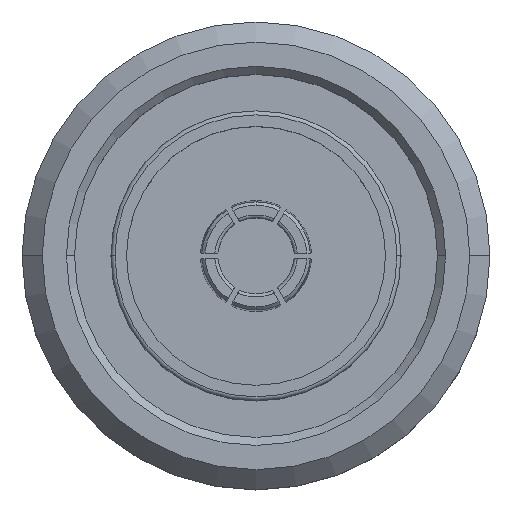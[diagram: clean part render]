
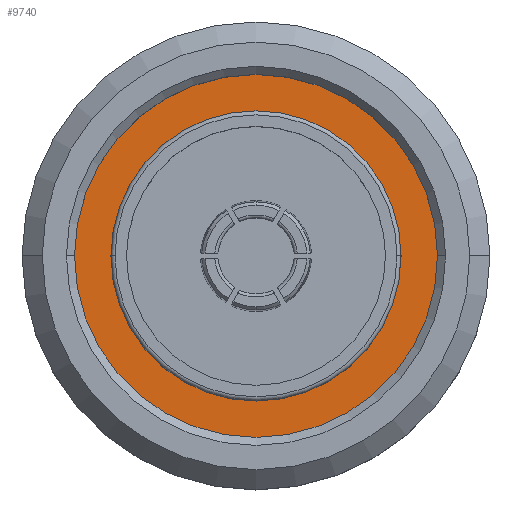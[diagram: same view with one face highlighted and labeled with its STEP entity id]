
A CAD part, top view. The second image highlights one B-rep face of the part: STEP entity #9740.
In plain terms, the highlighted planar face has unit normal (0, 0, 1).
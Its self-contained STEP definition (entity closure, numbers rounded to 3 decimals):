
#165 = VERTEX_POINT ( 'NONE', #705 ) ;
#360 = CIRCLE ( 'NONE', #2210, 8.99 ) ;
#673 = AXIS2_PLACEMENT_3D ( 'NONE', #8593, #5909, #2073 ) ;
#705 = CARTESIAN_POINT ( 'NONE',  ( -8.99, 0., -5.361 ) ) ;
#1000 = CARTESIAN_POINT ( 'NONE',  ( 11.25, 0., -5.361 ) ) ;
#1108 = ORIENTED_EDGE ( 'NONE', *, *, #3582, .T. ) ;
#1342 = ORIENTED_EDGE ( 'NONE', *, *, #4987, .T. ) ;
#1429 = CARTESIAN_POINT ( 'NONE',  ( 0., 0., -5.361 ) ) ;
#1435 = DIRECTION ( 'NONE',  ( 0., 0., -1. ) ) ;
#1518 = DIRECTION ( 'NONE',  ( -1., 0., 0. ) ) ;
#2073 = DIRECTION ( 'NONE',  ( -1., 0., 0. ) ) ;
#2086 = FACE_BOUND ( 'NONE', #10573, .T. ) ;
#2210 = AXIS2_PLACEMENT_3D ( 'NONE', #3285, #1435, #4226 ) ;
#2590 = VERTEX_POINT ( 'NONE', #5591 ) ;
#2913 = EDGE_CURVE ( 'NONE', #2590, #4215, #3182, .T. ) ;
#3182 = CIRCLE ( 'NONE', #673, 11.25 ) ;
#3285 = CARTESIAN_POINT ( 'NONE',  ( 0., 0., -5.361 ) ) ;
#3478 = DIRECTION ( 'NONE',  ( 0., 0., 1. ) ) ;
#3582 = EDGE_CURVE ( 'NONE', #4215, #2590, #11911, .T. ) ;
#4194 = ORIENTED_EDGE ( 'NONE', *, *, #2913, .T. ) ;
#4215 = VERTEX_POINT ( 'NONE', #1000 ) ;
#4226 = DIRECTION ( 'NONE',  ( -1., 0., 0. ) ) ;
#4468 = VERTEX_POINT ( 'NONE', #6529 ) ;
#4524 = FACE_OUTER_BOUND ( 'NONE', #11264, .T. ) ;
#4697 = AXIS2_PLACEMENT_3D ( 'NONE', #1429, #8846, #1518 ) ;
#4865 = AXIS2_PLACEMENT_3D ( 'NONE', #6171, #3478, #10797 ) ;
#4987 = EDGE_CURVE ( 'NONE', #165, #4468, #6475, .T. ) ;
#5063 = AXIS2_PLACEMENT_3D ( 'NONE', #10203, #5681, #7382 ) ;
#5591 = CARTESIAN_POINT ( 'NONE',  ( -11.25, 0., -5.361 ) ) ;
#5681 = DIRECTION ( 'NONE',  ( 0., 0., -1. ) ) ;
#5909 = DIRECTION ( 'NONE',  ( 0., 0., 1. ) ) ;
#5979 = ORIENTED_EDGE ( 'NONE', *, *, #9124, .T. ) ;
#6171 = CARTESIAN_POINT ( 'NONE',  ( 0., 0., -5.361 ) ) ;
#6475 = CIRCLE ( 'NONE', #4697, 8.99 ) ;
#6529 = CARTESIAN_POINT ( 'NONE',  ( 8.99, 0., -5.361 ) ) ;
#7382 = DIRECTION ( 'NONE',  ( -1., 0., 0. ) ) ;
#8403 = PLANE ( 'NONE',  #5063 ) ;
#8593 = CARTESIAN_POINT ( 'NONE',  ( 0., 0., -5.361 ) ) ;
#8846 = DIRECTION ( 'NONE',  ( 0., 0., -1. ) ) ;
#9124 = EDGE_CURVE ( 'NONE', #4468, #165, #360, .T. ) ;
#9740 = ADVANCED_FACE ( 'NONE', ( #4524, #2086 ), #8403, .F. ) ;
#10203 = CARTESIAN_POINT ( 'NONE',  ( 0., 0., -5.361 ) ) ;
#10573 = EDGE_LOOP ( 'NONE', ( #5979, #1342 ) ) ;
#10797 = DIRECTION ( 'NONE',  ( -1., 0., 0. ) ) ;
#11264 = EDGE_LOOP ( 'NONE', ( #1108, #4194 ) ) ;
#11911 = CIRCLE ( 'NONE', #4865, 11.25 ) ;
